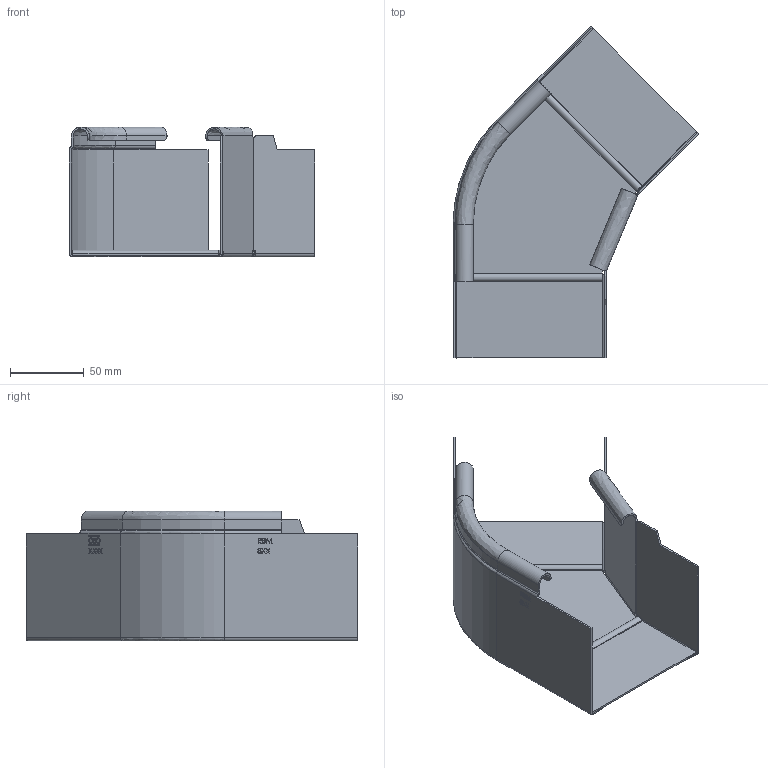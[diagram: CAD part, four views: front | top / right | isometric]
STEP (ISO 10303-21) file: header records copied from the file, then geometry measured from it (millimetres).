
FILE_DESCRIPTION(/* description */ (''),/* implementation_level */ '2;1');
FILE_NAME(/* name */ '6041430',/* time_stamp */ '2014-08-21T16:11:39+02:00',/* author */ (''),/* organization */ (''),/* preprocessor_version */ 'ST-DEVELOPER v15',/* originating_system */ '',/* authorisation */ '');
FILE_SCHEMA (('AUTOMOTIVE_DESIGN'));
Length unit declared in the file: millimetre
Products named in the file (2): Document; Block 01
Assembly tree (1 placements, depth 2):
  Document
    Block 01
Bounding box: 166.23 x 224.68 x 88 mm (x, y, z)
Volume: 81649.6 mm3; surface area: 133031.4 mm2
Topology: 3 solids, 3 shells, 380 faces, 967 edges, 618 vertices
Faces by surface type: plane 231, bspline 149
Entity records: 15765 total; most frequent: CARTESIAN_POINT 9427, ORIENTED_EDGE 1934, EDGE_CURVE 967, B_SPLINE_CURVE_WITH_KNOTS 815, VERTEX_POINT 618, EDGE_LOOP 405, ADVANCED_FACE 380, FACE_OUTER_BOUND 380
